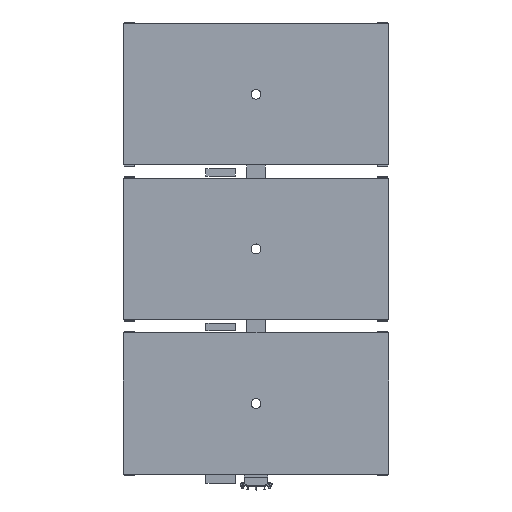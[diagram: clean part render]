
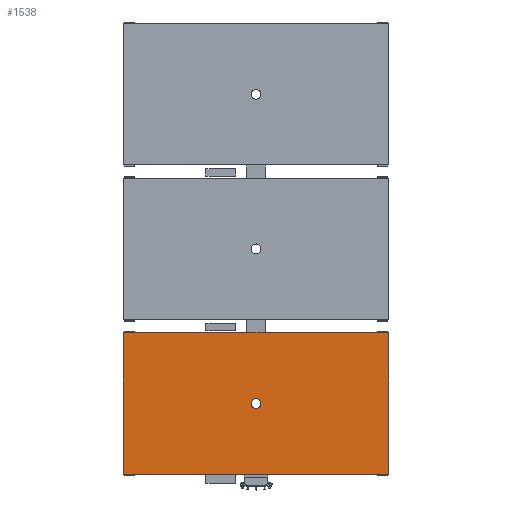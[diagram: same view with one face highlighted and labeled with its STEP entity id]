
A CAD part, left-side view. The second image highlights one B-rep face of the part: STEP entity #1538.
In plain terms, the highlighted face is planar.
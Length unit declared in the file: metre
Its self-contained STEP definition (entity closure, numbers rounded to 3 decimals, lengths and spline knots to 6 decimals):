
#1538=ADVANCED_FACE('',(#2793,#2794),#2795,.T.);
#2793=FACE_OUTER_BOUND('',#4460,.T.);
#2794=FACE_BOUND('',#4461,.T.);
#2795=PLANE('',#4462);
#4460=EDGE_LOOP('',(#8462,#8463,#8464,#8465));
#4461=EDGE_LOOP('',(#8466,#8467));
#4462=AXIS2_PLACEMENT_3D('',#8468,#8469,#8470);
#8462=ORIENTED_EDGE('',*,*,#12152,.F.);
#8463=ORIENTED_EDGE('',*,*,#12141,.F.);
#8464=ORIENTED_EDGE('',*,*,#12153,.F.);
#8465=ORIENTED_EDGE('',*,*,#12149,.F.);
#8466=ORIENTED_EDGE('',*,*,#12138,.T.);
#8467=ORIENTED_EDGE('',*,*,#12154,.T.);
#8468=CARTESIAN_POINT('',(0.09,0.,0.0209));
#8469=DIRECTION('',(0.0,0.,-1.0));
#8470=DIRECTION('',(0.0,-1.0,0.));
#12138=EDGE_CURVE('',#14709,#14706,#14710,.T.);
#12141=EDGE_CURVE('',#14714,#14715,#14716,.T.);
#12149=EDGE_CURVE('',#14728,#14729,#14730,.T.);
#12152=EDGE_CURVE('',#14715,#14728,#14733,.T.);
#12153=EDGE_CURVE('',#14729,#14714,#14734,.T.);
#12154=EDGE_CURVE('',#14706,#14709,#14735,.T.);
#14706=VERTEX_POINT('',#18610);
#14709=VERTEX_POINT('',#18614);
#14710=CIRCLE('',#18615,0.02);
#14714=VERTEX_POINT('',#18620);
#14715=VERTEX_POINT('',#18621);
#14716=LINE('',#18622,#18623);
#14728=VERTEX_POINT('',#18641);
#14729=VERTEX_POINT('',#18642);
#14730=LINE('',#18643,#18644);
#14733=LINE('',#18649,#18650);
#14734=LINE('',#18651,#18652);
#14735=CIRCLE('',#18653,0.02);
#18610=CARTESIAN_POINT('',(0.07,0.,0.0209));
#18614=CARTESIAN_POINT('',(0.11,0.,0.0209));
#18615=AXIS2_PLACEMENT_3D('',#22654,#22655,#22656);
#18620=CARTESIAN_POINT('',(0.375,-0.535,0.0209));
#18621=CARTESIAN_POINT('',(0.375,0.535,0.0209));
#18622=CARTESIAN_POINT('',(0.375,0.,0.0209));
#18623=VECTOR('',#22661,1.0);
#18641=CARTESIAN_POINT('',(-0.195,0.535,0.0209));
#18642=CARTESIAN_POINT('',(-0.195,-0.535,0.0209));
#18643=CARTESIAN_POINT('',(-0.195,0.,0.0209));
#18644=VECTOR('',#22671,1.0);
#18649=CARTESIAN_POINT('',(0.09,0.535,0.0209));
#18650=VECTOR('',#22674,1.0);
#18651=CARTESIAN_POINT('',(0.09,-0.535,0.0209));
#18652=VECTOR('',#22675,1.0);
#18653=AXIS2_PLACEMENT_3D('',#22676,#22677,#22678);
#22654=CARTESIAN_POINT('',(0.09,0.,0.0209));
#22655=DIRECTION('',(0.0,0.,1.0));
#22656=DIRECTION('',(-1.0,0.0,0.0));
#22661=DIRECTION('',(0.0,1.0,0.0));
#22671=DIRECTION('',(-0.0,-1.0,0.0));
#22674=DIRECTION('',(-1.0,0.0,0.0));
#22675=DIRECTION('',(1.0,0.0,0.0));
#22676=CARTESIAN_POINT('',(0.09,0.,0.0209));
#22677=DIRECTION('',(0.0,0.,1.0));
#22678=DIRECTION('',(-1.0,0.0,0.0));
